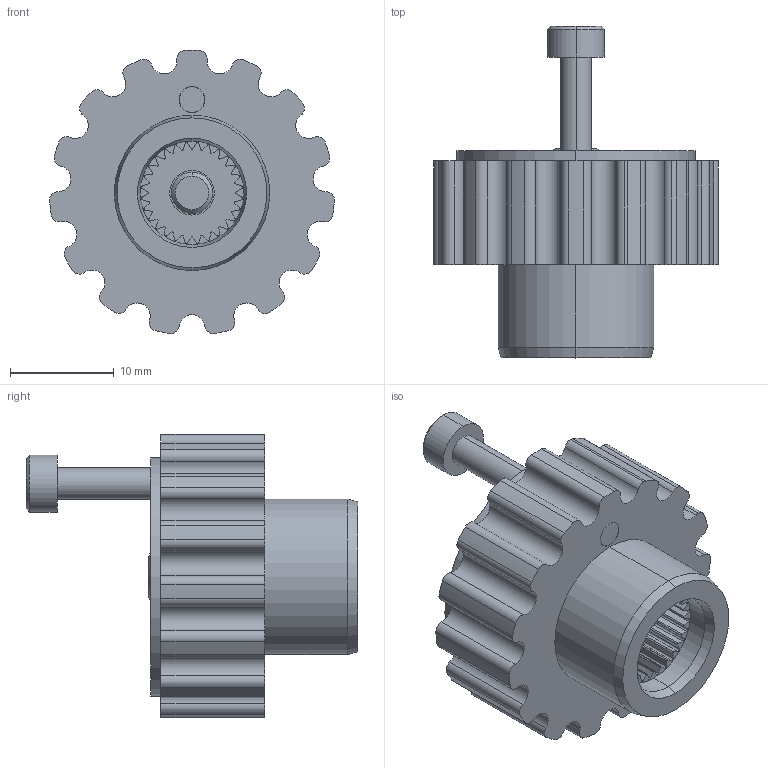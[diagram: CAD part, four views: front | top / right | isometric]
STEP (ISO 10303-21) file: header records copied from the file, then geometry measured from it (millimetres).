
FILE_DESCRIPTION (( 'STEP AP214' ), '1' );
FILE_NAME ('INGUN_114272.STEP', '2022-08-25T06:13:32', ( '' ), ( '' ), 'SwSTEP 2.0', 'SolidWorks 2018', '' );
FILE_SCHEMA (( 'AUTOMOTIVE_DESIGN' ));
Length unit declared in the file: millimetre
Products named in the file (6): 113415~2_fertig mit Kerbverzahnung<S>; DIN912~n_M03,0x020; 114067~0_S; 3283~0; ISO7380~n_M04,0x012; INGUN_114272
Assembly tree (5 placements, depth 3):
  INGUN_114272
    114067~0_S
      113415~2_fertig mit Kerbverzahnung<S>
    3283~0
    ISO7380~n_M04,0x012
    DIN912~n_M03,0x020
Bounding box: 27.46 x 32 x 27.34 mm (x, y, z)
Volume: 6185.8 mm3; surface area: 4378.2 mm2
Topology: 4 solids, 4 shells, 290 faces, 810 edges, 536 vertices
Faces by surface type: cylinder 206, plane 72, cone 10, torus 2
Entity records: 9782 total; most frequent: DIRECTION 1834, CARTESIAN_POINT 1645, ORIENTED_EDGE 1620, EDGE_CURVE 810, AXIS2_PLACEMENT_3D 725, VERTEX_POINT 536, CIRCLE 426, VECTOR 384
